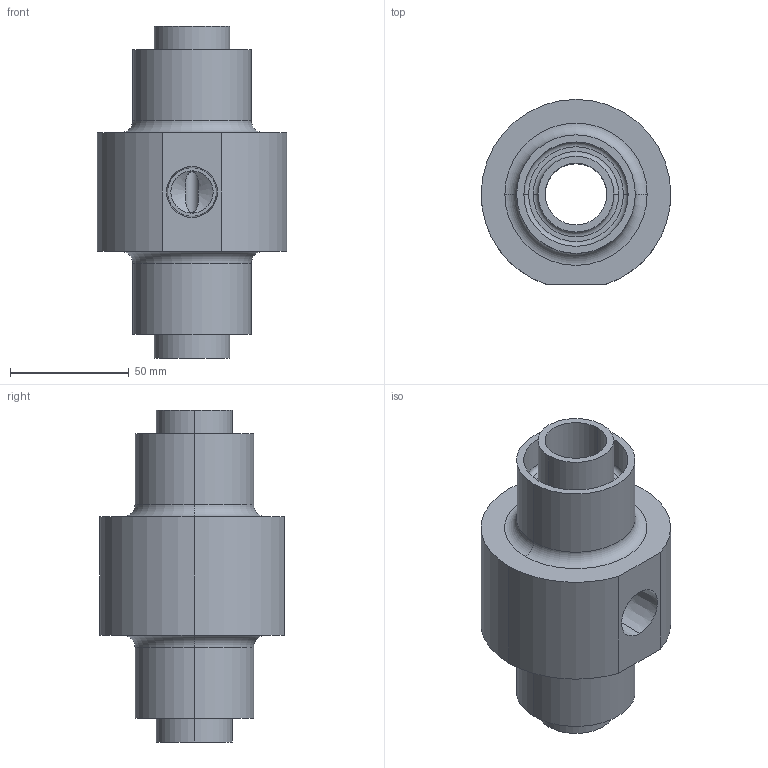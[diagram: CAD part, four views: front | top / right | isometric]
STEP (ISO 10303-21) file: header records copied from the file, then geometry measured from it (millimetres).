
FILE_DESCRIPTION (( 'STEP AP203' ), '1' );
FILE_NAME ('--7880211.STEP', '2015-03-23T13:24:07', ( 'enduser' ), ( '' ), 'SwSTEP 2.0', 'SolidWorks 2014', '' );
FILE_SCHEMA (( 'CONFIG_CONTROL_DESIGN' ));
Length unit declared in the file: millimetre
Products named in the file (1): --7880211
Bounding box: 80 x 78 x 140 mm (x, y, z)
Volume: 302510.6 mm3; surface area: 53799.3 mm2
Topology: 1 solids, 1 shells, 50 faces, 115 edges, 72 vertices
Faces by surface type: cylinder 23, torus 12, plane 11, cone 4
Entity records: 1647 total; most frequent: CARTESIAN_POINT 378, DIRECTION 282, ORIENTED_EDGE 230, AXIS2_PLACEMENT_3D 126, EDGE_CURVE 115, CIRCLE 75, VERTEX_POINT 72, EDGE_LOOP 59
